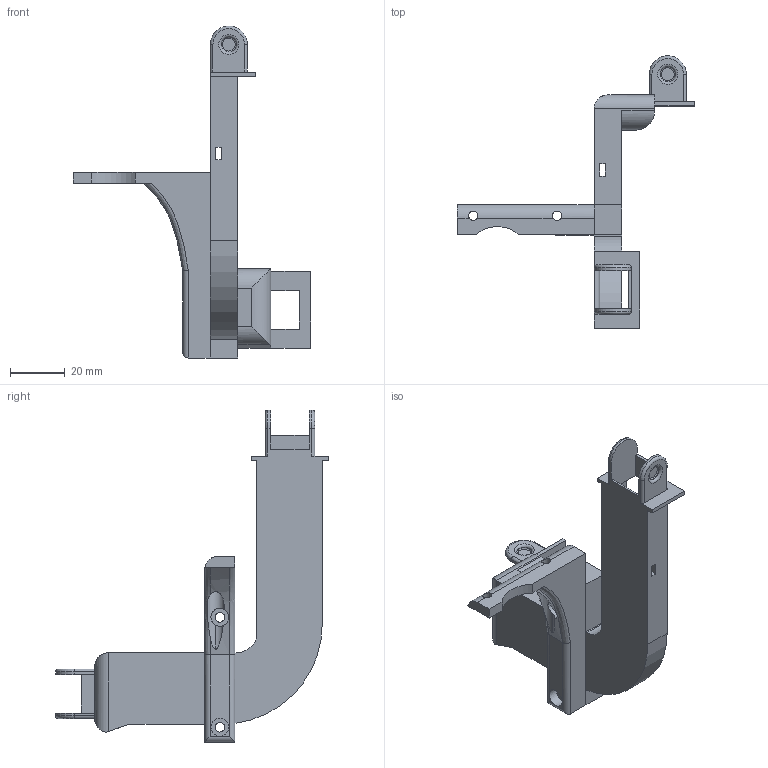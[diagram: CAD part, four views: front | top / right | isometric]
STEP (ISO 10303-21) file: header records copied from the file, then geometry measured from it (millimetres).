
FILE_DESCRIPTION(/* description */ ('STEP AP242','CAx-IF Rec.Pracs.---Representation and Presentation of Product Manufacturing Information (PMI)---4.0---2014-10-13','CAx-IF Rec.Pracs.---3D Tessellated Geometry---0.4---2014-09-14','2;1'),/* implementation_level */ '2;1');
FILE_NAME(/* name */ '620ced2f57ff975e88696d71',/* time_stamp */ '2022-02-16T12:25:19+00:00',/* author */ (''),/* organization */ (''),/* preprocessor_version */ 'ST-DEVELOPER v18.101',/* originating_system */ ' ',/* authorisation */ ' ');
FILE_SCHEMA (('AP242_MANAGED_MODEL_BASED_3D_ENGINEERING_MIM_LF { 1 0 10303 442 1 1 4 }'));
Length unit declared in the file: metre
Products named in the file (2): Motor Bracket; Chain Mount Female
Bounding box: 86.25 x 99.25 x 120.76 mm (x, y, z)
Volume: 34453.1 mm3; surface area: 23085.8 mm2
Topology: 2 solids, 2 shells, 136 faces, 388 edges, 251 vertices
Faces by surface type: plane 79, cylinder 42, torus 12, bspline 3
Full cylindrical faces by diameter (mm): 3.4 x2, 3.5 x4, 5.5 x4, 6.355 x1, 6.5 x2
Entity records: 4530 total; most frequent: CARTESIAN_POINT 1008, ORIENTED_EDGE 718, DIRECTION 698, EDGE_CURVE 359, LINE 250, VECTOR 250, VERTEX_POINT 244, AXIS2_PLACEMENT_3D 224
